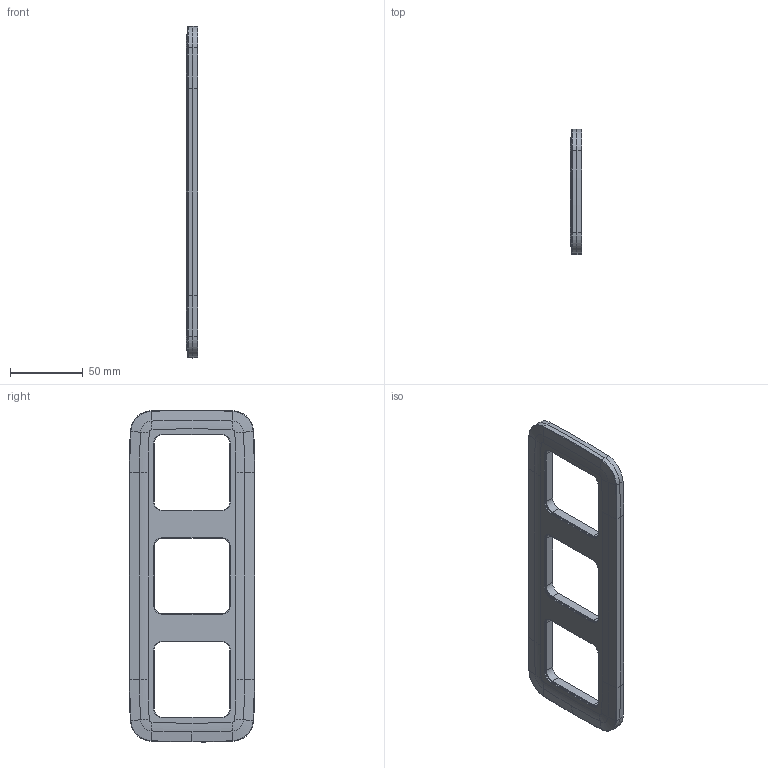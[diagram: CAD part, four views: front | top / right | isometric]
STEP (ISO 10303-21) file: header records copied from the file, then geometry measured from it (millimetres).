
FILE_DESCRIPTION (( 'STEP AP214' ), '1' );
FILE_NAME ('s86_bk3-y.STEP', '2025-03-24T09:42:16', ( '' ), ( '' ), 'SwSTEP 2.0', 'SolidWorks 2022', '' );
FILE_SCHEMA (( 'AUTOMOTIVE_DESIGN' ));
Length unit declared in the file: millimetre
Products named in the file (1): s86_bk3-y
Bounding box: 7.8 x 86 x 227.86 mm (x, y, z)
Volume: 84773.2 mm3; surface area: 31487.7 mm2
Topology: 1 solids, 1 shells, 291 faces, 771 edges, 488 vertices
Faces by surface type: plane 122, cone 99, cylinder 38, torus 28, bspline 4
Entity records: 9227 total; most frequent: CARTESIAN_POINT 2007, ORIENTED_EDGE 1542, DIRECTION 1499, EDGE_CURVE 771, AXIS2_PLACEMENT_3D 572, VERTEX_POINT 488, VECTOR 355, LINE 355
